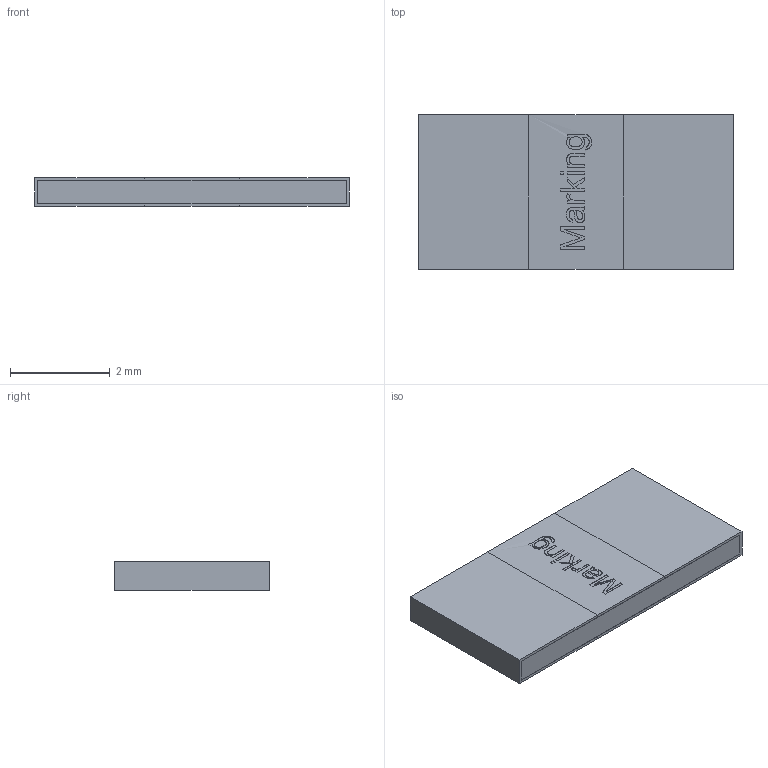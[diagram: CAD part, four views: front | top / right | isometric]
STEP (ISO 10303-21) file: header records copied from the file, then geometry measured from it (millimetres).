
FILE_DESCRIPTION(('STEP AP214'),'1');
FILE_NAME('R_Wurth_WRIS-PSMC-2512_L6.3W3.1H0.58.step','2025-01-15T02:48:14',(' '),('ANSOFT Corporation'),'Spatial InterOp 3D',' ',' ');
FILE_SCHEMA(('AUTOMOTIVE_DESIGN { 1 0 10303 214 1 1 1 1 }'));
Length unit declared in the file: millimetre
Products named in the file (1): Cover
Bounding box: 6.3 x 3.1 x 0.58 mm (x, y, z)
Volume: 11.3 mm3; surface area: 134 mm2
Topology: 5 solids, 5 shells, 110 faces, 268 edges, 178 vertices
Faces by surface type: plane 94, extrusion 12, cylinder 3, bspline 1
Entity records: 4814 total; most frequent: CARTESIAN_POINT 968, ORIENTED_EDGE 534, DIRECTION 459, EDGE_CURVE 267, VECTOR 243, LINE 231, STYLED_ITEM 187, PRESENTATION_STYLE_ASSIGNMENT 187
